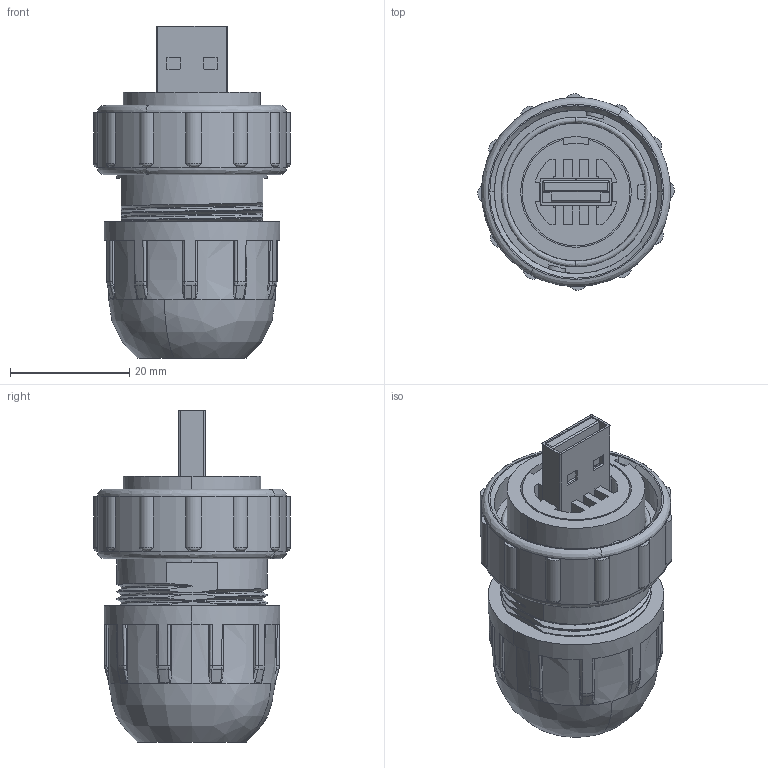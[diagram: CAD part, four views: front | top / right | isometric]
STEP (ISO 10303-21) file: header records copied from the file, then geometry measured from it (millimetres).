
FILE_DESCRIPTION (( 'STEP AP203' ), '1' );
FILE_NAME ('DCC-USBAB-180.STEP', '2016-12-01T14:54:06', ( '' ), ( '' ), 'SwSTEP 2.0', 'SolidWorks 2014', '' );
FILE_SCHEMA (( 'CONFIG_CONTROL_DESIGN' ));
Length unit declared in the file: inch
Products named in the file (2): DCC-USBAB-180
Bounding box: 33.02 x 33.01 x 55.75 mm (x, y, z)
Volume: 24528.9 mm3; surface area: 9661.4 mm2
Topology: 1 solids, 3 shells, 530 faces, 1423 edges, 904 vertices
Faces by surface type: plane 265, bspline 133, cylinder 111, cone 21
Entity records: 21474 total; most frequent: CARTESIAN_POINT 9070, ORIENTED_EDGE 2794, DIRECTION 2217, EDGE_CURVE 1397, VERTEX_POINT 904, VECTOR 747, LINE 747, AXIS2_PLACEMENT_3D 735
